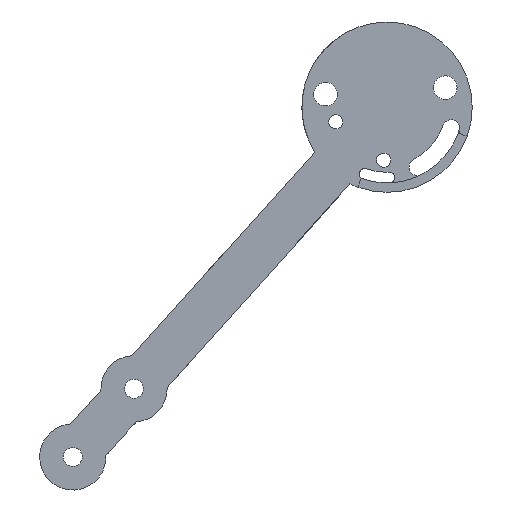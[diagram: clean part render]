
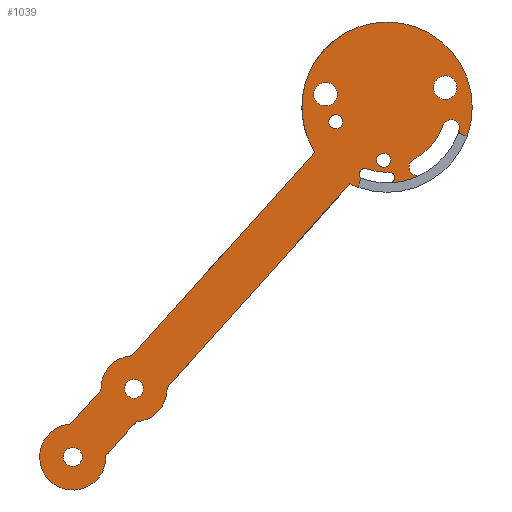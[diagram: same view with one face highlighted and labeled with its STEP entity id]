
A CAD part, left-side view. The second image highlights one B-rep face of the part: STEP entity #1039.
In plain terms, the highlighted planar face has unit normal (-1, 0, 0).
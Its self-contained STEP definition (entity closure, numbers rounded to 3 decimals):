
#53=FACE_BOUND('',#162,.T.);
#54=FACE_BOUND('',#163,.T.);
#55=FACE_BOUND('',#164,.T.);
#56=FACE_BOUND('',#165,.T.);
#57=FACE_BOUND('',#166,.T.);
#58=FACE_BOUND('',#167,.T.);
#101=FACE_OUTER_BOUND('',#161,.T.);
#161=EDGE_LOOP('',(#876,#877,#878,#879,#880,#881,#882,#883,#884,#885,#886,
#887,#888,#889,#890,#891,#892,#893,#894,#895,#896));
#162=EDGE_LOOP('',(#897));
#163=EDGE_LOOP('',(#898));
#164=EDGE_LOOP('',(#899));
#165=EDGE_LOOP('',(#900));
#166=EDGE_LOOP('',(#901));
#167=EDGE_LOOP('',(#902));
#193=CIRCLE('',#1080,2.5);
#195=CIRCLE('',#1083,2.5);
#197=CIRCLE('',#1086,1.152);
#200=CIRCLE('',#1090,1.152);
#202=CIRCLE('',#1093,13.731);
#203=CIRCLE('',#1095,16.);
#206=CIRCLE('',#1099,16.);
#213=CIRCLE('',#1108,16.694);
#215=CIRCLE('',#1111,1.828);
#216=CIRCLE('',#1113,13.038);
#218=CIRCLE('',#1116,1.828);
#219=CIRCLE('',#1120,1.5);
#220=CIRCLE('',#1122,1.5);
#221=CIRCLE('',#1124,18.);
#222=CIRCLE('',#1126,2.);
#224=CIRCLE('',#1129,2.);
#231=CIRCLE('',#1139,7.);
#233=CIRCLE('',#1143,7.);
#235=CIRCLE('',#1147,7.);
#242=CIRCLE('',#1161,18.);
#244=CIRCLE('',#1163,18.);
#258=LINE('',#1543,#344);
#273=LINE('',#1623,#359);
#285=LINE('',#1674,#371);
#297=LINE('',#1702,#383);
#301=LINE('',#1714,#387);
#313=LINE('',#1737,#399);
#344=VECTOR('',#1218,1000.);
#359=VECTOR('',#1313,1000.);
#371=VECTOR('',#1369,1000.);
#383=VECTOR('',#1389,1000.);
#387=VECTOR('',#1401,1000.);
#399=VECTOR('',#1415,1000.);
#435=VERTEX_POINT('',#1540);
#436=VERTEX_POINT('',#1542);
#437=VERTEX_POINT('',#1546);
#439=VERTEX_POINT('',#1552);
#441=VERTEX_POINT('',#1558);
#443=VERTEX_POINT('',#1561);
#446=VERTEX_POINT('',#1568);
#448=VERTEX_POINT('',#1572);
#450=VERTEX_POINT('',#1584);
#455=VERTEX_POINT('',#1599);
#457=VERTEX_POINT('',#1602);
#459=VERTEX_POINT('',#1608);
#460=VERTEX_POINT('',#1612);
#461=VERTEX_POINT('',#1621);
#462=VERTEX_POINT('',#1625);
#463=VERTEX_POINT('',#1629);
#464=VERTEX_POINT('',#1633);
#465=VERTEX_POINT('',#1638);
#467=VERTEX_POINT('',#1644);
#475=VERTEX_POINT('',#1665);
#476=VERTEX_POINT('',#1667);
#478=VERTEX_POINT('',#1673);
#488=VERTEX_POINT('',#1694);
#490=VERTEX_POINT('',#1701);
#492=VERTEX_POINT('',#1707);
#494=VERTEX_POINT('',#1713);
#504=VERTEX_POINT('',#1735);
#538=EDGE_CURVE('',#436,#435,#258,.T.);
#540=EDGE_CURVE('',#437,#437,#193,.T.);
#543=EDGE_CURVE('',#439,#439,#195,.T.);
#547=EDGE_CURVE('',#443,#441,#197,.T.);
#553=EDGE_CURVE('',#446,#448,#200,.T.);
#555=EDGE_CURVE('',#448,#443,#202,.T.);
#556=EDGE_CURVE('',#435,#446,#203,.T.);
#560=EDGE_CURVE('',#441,#450,#206,.T.);
#568=EDGE_CURVE('',#457,#455,#213,.T.);
#572=EDGE_CURVE('',#450,#459,#215,.T.);
#574=EDGE_CURVE('',#459,#460,#216,.T.);
#576=EDGE_CURVE('',#460,#457,#218,.T.);
#579=EDGE_CURVE('',#461,#455,#273,.T.);
#580=EDGE_CURVE('',#462,#462,#219,.T.);
#582=EDGE_CURVE('',#463,#463,#220,.T.);
#585=EDGE_CURVE('',#464,#461,#221,.T.);
#587=EDGE_CURVE('',#465,#465,#222,.T.);
#590=EDGE_CURVE('',#467,#467,#224,.T.);
#601=EDGE_CURVE('',#475,#476,#231,.T.);
#604=EDGE_CURVE('',#476,#478,#285,.T.);
#616=EDGE_CURVE('',#478,#488,#233,.T.);
#618=EDGE_CURVE('',#488,#490,#297,.T.);
#621=EDGE_CURVE('',#490,#492,#235,.T.);
#624=EDGE_CURVE('',#492,#494,#301,.T.);
#636=EDGE_CURVE('',#504,#475,#313,.T.);
#651=EDGE_CURVE('',#436,#504,#242,.T.);
#653=EDGE_CURVE('',#494,#464,#244,.T.);
#876=ORIENTED_EDGE('',*,*,#547,.T.);
#877=ORIENTED_EDGE('',*,*,#560,.T.);
#878=ORIENTED_EDGE('',*,*,#572,.T.);
#879=ORIENTED_EDGE('',*,*,#574,.T.);
#880=ORIENTED_EDGE('',*,*,#576,.T.);
#881=ORIENTED_EDGE('',*,*,#568,.T.);
#882=ORIENTED_EDGE('',*,*,#579,.F.);
#883=ORIENTED_EDGE('',*,*,#585,.F.);
#884=ORIENTED_EDGE('',*,*,#653,.F.);
#885=ORIENTED_EDGE('',*,*,#624,.F.);
#886=ORIENTED_EDGE('',*,*,#621,.F.);
#887=ORIENTED_EDGE('',*,*,#618,.F.);
#888=ORIENTED_EDGE('',*,*,#616,.F.);
#889=ORIENTED_EDGE('',*,*,#604,.F.);
#890=ORIENTED_EDGE('',*,*,#601,.F.);
#891=ORIENTED_EDGE('',*,*,#636,.F.);
#892=ORIENTED_EDGE('',*,*,#651,.F.);
#893=ORIENTED_EDGE('',*,*,#538,.T.);
#894=ORIENTED_EDGE('',*,*,#556,.T.);
#895=ORIENTED_EDGE('',*,*,#553,.T.);
#896=ORIENTED_EDGE('',*,*,#555,.T.);
#897=ORIENTED_EDGE('',*,*,#540,.T.);
#898=ORIENTED_EDGE('',*,*,#543,.T.);
#899=ORIENTED_EDGE('',*,*,#580,.T.);
#900=ORIENTED_EDGE('',*,*,#582,.T.);
#901=ORIENTED_EDGE('',*,*,#590,.T.);
#902=ORIENTED_EDGE('',*,*,#587,.T.);
#991=PLANE('',#1165);
#1039=ADVANCED_FACE('',(#101,#53,#54,#55,#56,#57,#58),#991,.F.);
#1080=AXIS2_PLACEMENT_3D('',#1547,#1222,#1223);
#1083=AXIS2_PLACEMENT_3D('',#1553,#1229,#1230);
#1086=AXIS2_PLACEMENT_3D('',#1562,#1237,#1238);
#1090=AXIS2_PLACEMENT_3D('',#1574,#1248,#1249);
#1093=AXIS2_PLACEMENT_3D('',#1577,#1254,#1255);
#1095=AXIS2_PLACEMENT_3D('',#1579,#1258,#1259);
#1099=AXIS2_PLACEMENT_3D('',#1586,#1267,#1268);
#1108=AXIS2_PLACEMENT_3D('',#1603,#1286,#1287);
#1111=AXIS2_PLACEMENT_3D('',#1610,#1294,#1295);
#1113=AXIS2_PLACEMENT_3D('',#1614,#1299,#1300);
#1116=AXIS2_PLACEMENT_3D('',#1617,#1305,#1306);
#1120=AXIS2_PLACEMENT_3D('',#1626,#1316,#1317);
#1122=AXIS2_PLACEMENT_3D('',#1630,#1321,#1322);
#1124=AXIS2_PLACEMENT_3D('',#1635,#1327,#1328);
#1126=AXIS2_PLACEMENT_3D('',#1639,#1332,#1333);
#1129=AXIS2_PLACEMENT_3D('',#1645,#1339,#1340);
#1139=AXIS2_PLACEMENT_3D('',#1668,#1363,#1364);
#1143=AXIS2_PLACEMENT_3D('',#1697,#1384,#1385);
#1147=AXIS2_PLACEMENT_3D('',#1708,#1395,#1396);
#1161=AXIS2_PLACEMENT_3D('',#1765,#1446,#1447);
#1163=AXIS2_PLACEMENT_3D('',#1767,#1450,#1451);
#1165=AXIS2_PLACEMENT_3D('',#1769,#1454,#1455);
#1218=DIRECTION('',(0.,-0.342,0.94));
#1222=DIRECTION('center_axis',(1.,0.,0.));
#1223=DIRECTION('ref_axis',(0.,-1.,0.));
#1229=DIRECTION('center_axis',(1.,0.,0.));
#1230=DIRECTION('ref_axis',(0.,-1.,0.));
#1237=DIRECTION('center_axis',(1.,0.,0.));
#1238=DIRECTION('ref_axis',(0.,0.031,1.));
#1248=DIRECTION('center_axis',(1.,0.,0.));
#1249=DIRECTION('ref_axis',(0.,0.318,-0.948));
#1254=DIRECTION('center_axis',(-1.,0.,0.));
#1255=DIRECTION('ref_axis',(0.,-0.031,-1.));
#1258=DIRECTION('center_axis',(-1.,0.,0.));
#1259=DIRECTION('ref_axis',(0.,0.,-1.));
#1267=DIRECTION('center_axis',(-1.,0.,0.));
#1268=DIRECTION('ref_axis',(0.,0.,-1.));
#1286=DIRECTION('center_axis',(1.,0.,0.));
#1287=DIRECTION('ref_axis',(0.,-0.942,-0.336));
#1294=DIRECTION('center_axis',(1.,0.,0.));
#1295=DIRECTION('ref_axis',(0.,-0.466,-0.885));
#1299=DIRECTION('center_axis',(-1.,0.,0.));
#1300=DIRECTION('ref_axis',(0.,-0.942,-0.336));
#1305=DIRECTION('center_axis',(1.,0.,0.));
#1306=DIRECTION('ref_axis',(0.,0.942,0.336));
#1313=DIRECTION('',(0.,0.94,0.342));
#1316=DIRECTION('center_axis',(1.,0.,0.));
#1317=DIRECTION('ref_axis',(0.,-1.,0.));
#1321=DIRECTION('center_axis',(1.,0.,0.));
#1322=DIRECTION('ref_axis',(0.,-1.,0.));
#1327=DIRECTION('center_axis',(1.,0.,0.));
#1328=DIRECTION('ref_axis',(0.,0.342,0.94));
#1332=DIRECTION('center_axis',(1.,0.,0.));
#1333=DIRECTION('ref_axis',(0.,-1.,0.));
#1339=DIRECTION('center_axis',(1.,0.,0.));
#1340=DIRECTION('ref_axis',(0.,-1.,0.));
#1363=DIRECTION('center_axis',(1.,0.,0.));
#1364=DIRECTION('ref_axis',(0.,0.,-1.));
#1369=DIRECTION('',(0.,0.668,-0.744));
#1384=DIRECTION('center_axis',(1.,0.,0.));
#1385=DIRECTION('ref_axis',(0.,0.,-1.));
#1389=DIRECTION('',(0.,-0.668,0.744));
#1395=DIRECTION('center_axis',(1.,0.,0.));
#1396=DIRECTION('ref_axis',(0.,0.,-1.));
#1401=DIRECTION('',(0.,-0.668,0.744));
#1415=DIRECTION('',(0.,0.668,-0.744));
#1446=DIRECTION('center_axis',(1.,0.,0.));
#1447=DIRECTION('ref_axis',(0.,0.,-1.));
#1450=DIRECTION('center_axis',(1.,0.,0.));
#1451=DIRECTION('ref_axis',(0.,0.,-1.));
#1454=DIRECTION('center_axis',(1.,0.,0.));
#1455=DIRECTION('ref_axis',(0.,0.,-1.));
#1540=CARTESIAN_POINT('',(0.,-48.001,44.468));
#1542=CARTESIAN_POINT('',(0.,-47.317,42.589));
#1543=CARTESIAN_POINT('',(0.,-48.001,44.468));
#1546=CARTESIAN_POINT('',(0.,-63.262,63.618));
#1547=CARTESIAN_POINT('Origin',(0.,-65.762,63.618));
#1552=CARTESIAN_POINT('',(0.,-37.982,62.263));
#1553=CARTESIAN_POINT('Origin',(0.,-40.482,62.263));
#1558=CARTESIAN_POINT('',(0.,-54.305,43.525));
#1561=CARTESIAN_POINT('',(0.,-53.899,45.768));
#1562=CARTESIAN_POINT('Origin',(0.,-53.935,44.616));
#1568=CARTESIAN_POINT('',(0.,-48.08,44.439));
#1572=CARTESIAN_POINT('',(0.,-49.112,46.473));
#1574=CARTESIAN_POINT('Origin',(0.,-48.746,45.38));
#1577=CARTESIAN_POINT('Origin',(0.,-53.474,59.493));
#1579=CARTESIAN_POINT('Origin',(0.,-53.473,59.503));
#1584=CARTESIAN_POINT('',(0.,-60.409,45.084));
#1586=CARTESIAN_POINT('Origin',(0.,-53.473,59.503));
#1599=CARTESIAN_POINT('',(0.,-68.581,54.004));
#1602=CARTESIAN_POINT('',(0.,-68.722,54.385));
#1603=CARTESIAN_POINT('Origin',(0.,-53.,60.));
#1608=CARTESIAN_POINT('',(0.,-59.081,48.467));
#1610=CARTESIAN_POINT('Origin',(0.,-59.934,46.85));
#1612=CARTESIAN_POINT('',(0.,-65.278,55.615));
#1614=CARTESIAN_POINT('Origin',(0.,-53.,60.));
#1617=CARTESIAN_POINT('Origin',(0.,-67.,55.));
#1621=CARTESIAN_POINT('',(0.,-70.388,53.347));
#1623=CARTESIAN_POINT('',(0.,-68.508,54.031));
#1625=CARTESIAN_POINT('',(0.,-41.107,56.42));
#1626=CARTESIAN_POINT('Origin',(0.,-42.607,56.42));
#1629=CARTESIAN_POINT('',(0.,-51.23,48.302));
#1630=CARTESIAN_POINT('Origin',(0.,-52.73,48.302));
#1633=CARTESIAN_POINT('',(0.,-47.317,76.418));
#1635=CARTESIAN_POINT('Origin',(0.,-53.473,59.503));
#1638=CARTESIAN_POINT('',(0.,0.,2.));
#1639=CARTESIAN_POINT('Origin',(0.,0.,0.));
#1644=CARTESIAN_POINT('',(0.,12.94,-12.4));
#1645=CARTESIAN_POINT('Origin',(0.,12.94,-14.4));
#1665=CARTESIAN_POINT('',(0.,-6.993,0.302));
#1667=CARTESIAN_POINT('',(0.,-0.444,-6.986));
#1668=CARTESIAN_POINT('Origin',(0.,0.,0.));
#1673=CARTESIAN_POINT('',(0.,5.947,-14.098));
#1674=CARTESIAN_POINT('',(0.,-0.444,-6.986));
#1694=CARTESIAN_POINT('',(0.,13.385,-7.414));
#1697=CARTESIAN_POINT('Origin',(0.,12.94,-14.4));
#1701=CARTESIAN_POINT('',(0.,6.993,-0.302));
#1702=CARTESIAN_POINT('',(0.,6.993,-0.302));
#1707=CARTESIAN_POINT('',(0.,0.444,6.986));
#1708=CARTESIAN_POINT('Origin',(0.,0.,0.));
#1713=CARTESIAN_POINT('',(0.,-38.196,49.984));
#1714=CARTESIAN_POINT('',(0.,-38.196,49.984));
#1735=CARTESIAN_POINT('',(0.,-45.634,43.3));
#1737=CARTESIAN_POINT('',(0.,-6.993,0.302));
#1765=CARTESIAN_POINT('Origin',(0.,-53.473,59.503));
#1767=CARTESIAN_POINT('Origin',(0.,-53.473,59.503));
#1769=CARTESIAN_POINT('Origin',(0.,0.,0.));
